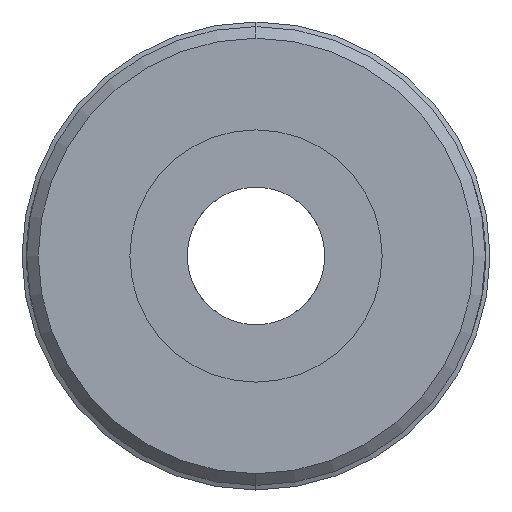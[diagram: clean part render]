
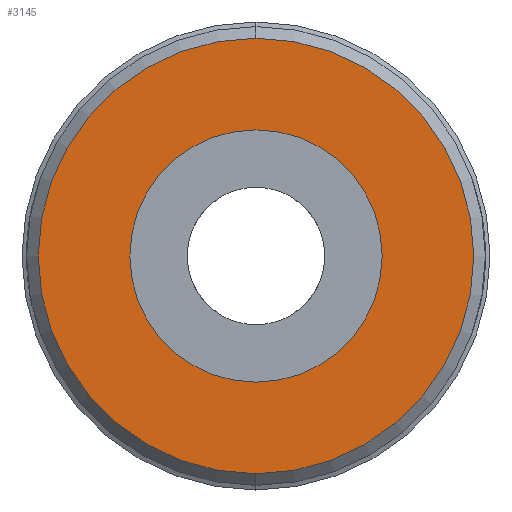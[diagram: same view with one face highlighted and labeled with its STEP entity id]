
A CAD part, left-side view. The second image highlights one B-rep face of the part: STEP entity #3145.
In plain terms, the highlighted planar face has unit normal (1, 0, 0).
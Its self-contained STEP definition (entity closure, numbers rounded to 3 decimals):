
#52=FACE_BOUND('',#237,.T.);
#65=PLANE('',#3528);
#114=FACE_OUTER_BOUND('',#236,.T.);
#236=EDGE_LOOP('',(#2505));
#237=EDGE_LOOP('',(#2506));
#377=CIRCLE('',#3529,4.746);
#378=CIRCLE('',#3530,2.75);
#1285=VERTEX_POINT('',#5597);
#1286=VERTEX_POINT('',#5599);
#1895=EDGE_CURVE('',#1285,#1285,#377,.T.);
#1896=EDGE_CURVE('',#1286,#1286,#378,.T.);
#2505=ORIENTED_EDGE('',*,*,#1895,.T.);
#2506=ORIENTED_EDGE('',*,*,#1896,.T.);
#3145=ADVANCED_FACE('',(#114,#52),#65,.T.);
#3528=AXIS2_PLACEMENT_3D('',#5596,#4015,#4016);
#3529=AXIS2_PLACEMENT_3D('',#5598,#4017,#4018);
#3530=AXIS2_PLACEMENT_3D('',#5600,#4019,#4020);
#4015=DIRECTION('center_axis',(1.,0.,0.));
#4016=DIRECTION('ref_axis',(0.,0.,-1.));
#4017=DIRECTION('center_axis',(1.,0.,0.));
#4018=DIRECTION('ref_axis',(0.,0.,-1.));
#4019=DIRECTION('center_axis',(-1.,0.,0.));
#4020=DIRECTION('ref_axis',(0.,0.,
-1.));
#5596=CARTESIAN_POINT('Origin',(-6.75,-4.803,0.));
#5597=CARTESIAN_POINT('',(-6.75,0.,4.746));
#5598=CARTESIAN_POINT('Origin',(-6.75,0.,0.));
#5599=CARTESIAN_POINT('',(-6.75,0.,2.75));
#5600=CARTESIAN_POINT('Origin',(-6.75,0.,0.));
